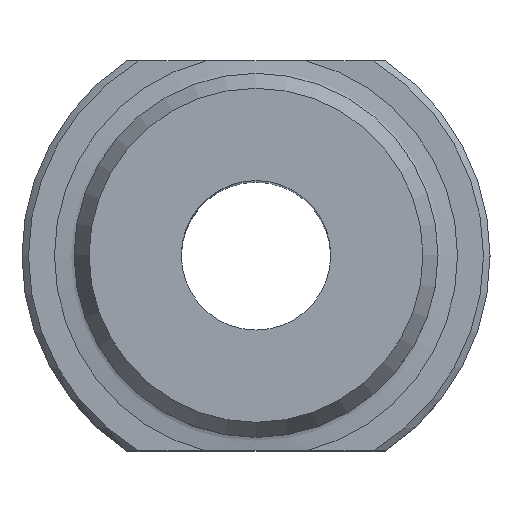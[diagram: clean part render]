
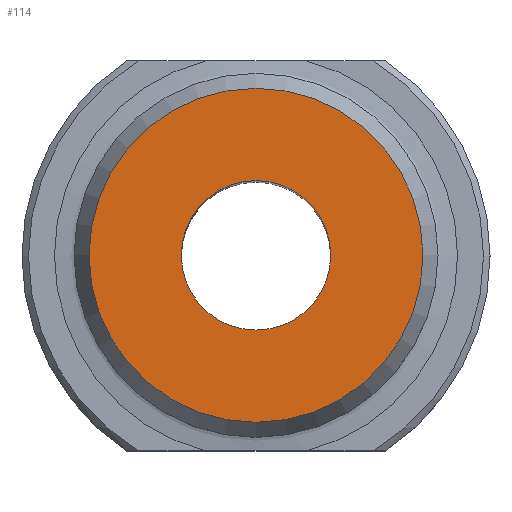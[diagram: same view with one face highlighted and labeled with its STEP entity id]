
A CAD part, top view. The second image highlights one B-rep face of the part: STEP entity #114.
In plain terms, the highlighted planar face has unit normal (0, 0, 1).
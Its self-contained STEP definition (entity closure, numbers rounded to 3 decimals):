
#40=FACE_BOUND('',#164,.T.);
#41=FACE_BOUND('',#165,.T.);
#114=ADVANCED_FACE('',(#40,#41),#140,.F.);
#140=PLANE('',#476);
#164=EDGE_LOOP('',(#272));
#165=EDGE_LOOP('',(#273));
#218=CIRCLE('',#474,12.845);
#219=CIRCLE('',#475,5.75);
#272=ORIENTED_EDGE('',*,*,#394,.F.);
#273=ORIENTED_EDGE('',*,*,#395,.T.);
#348=VERTEX_POINT('',#738);
#349=VERTEX_POINT('',#740);
#394=EDGE_CURVE('',#348,#348,#218,.T.);
#395=EDGE_CURVE('',#349,#349,#219,.T.);
#474=AXIS2_PLACEMENT_3D('',#737,#571,#572);
#475=AXIS2_PLACEMENT_3D('',#739,#573,#574);
#476=AXIS2_PLACEMENT_3D('',#741,#575,#576);
#571=DIRECTION('',(0.,0.,-1.));
#572=DIRECTION('',(0.,1.,0.));
#573=DIRECTION('',(0.,0.,-1.));
#574=DIRECTION('',(0.,1.,0.));
#575=DIRECTION('',(0.,0.,-1.));
#576=DIRECTION('',(0.,1.,0.));
#737=CARTESIAN_POINT('',(0.,0.,34.));
#738=CARTESIAN_POINT('',(0.,12.845,34.));
#739=CARTESIAN_POINT('',(0.,0.,34.));
#740=CARTESIAN_POINT('',(0.,5.75,34.));
#741=CARTESIAN_POINT('',(0.,5.75,34.));
